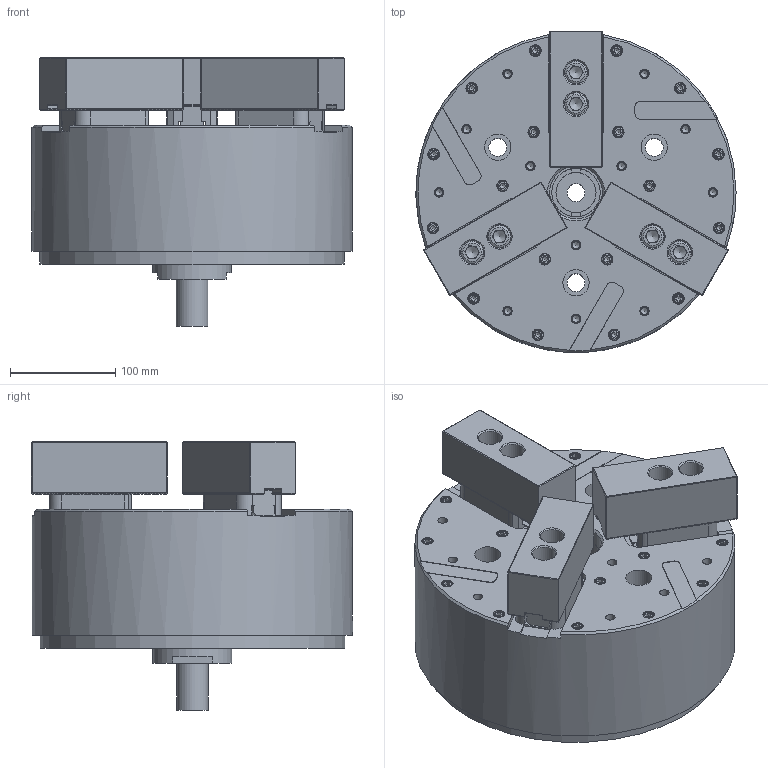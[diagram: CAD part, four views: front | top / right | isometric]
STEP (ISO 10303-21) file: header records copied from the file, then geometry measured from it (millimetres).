
FILE_DESCRIPTION(/* description */ ('Unknown'),/* implementation_level */ '2;1');
FILE_NAME(/* name */ 'DL212-Solid',/* time_stamp */ '2019-08-13T17:11:56+01:00',/* author */ ('Unknown'),/* organization */ ('Unknown'),/* preprocessor_version */ 'ST-DEVELOPER v16.7',/* originating_system */ 'DEX',/* authorisation */ $);
FILE_SCHEMA (('AUTOMOTIVE_DESIGN {1 0 10303 214 3 1 1}'));
Length unit declared in the file: millimetre
Products named in the file (1): 61P261693_DL212_ASSY
Bounding box: 304 x 304.87 x 254.92 mm (x, y, z)
Volume: 9466012.4 mm3; surface area: 860425 mm2
Topology: 1 solids, 77 shells, 4936 faces, 17156 edges, 11140 vertices
Faces by surface type: plane 4018, cylinder 649, cone 269
Full cylindrical faces by diameter (mm): 4.2 x3, 5 x24, 5.5 x10, 6 x40, 6.6 x18, 6.8 x21, 8 x30, 9 x21, 10 x18, 11 x18, 11.5 x4, 12 x18, 12.2 x6, 13 x9, 14 x21, 15 x6, 16 x6, 17 x4, 18 x6, 19 x6, 21 x6, 22 x6, 25 x3, 30 x1, 38 x1, 42 x1, 46 x1, 50 x2, 59 x1, 59.5 x1
Entity records: 180064 total; most frequent: CARTESIAN_POINT 33316, ORIENTED_EDGE 32586, DIRECTION 27973, EDGE_CURVE 16293, LINE 13921, VECTOR 13921, VERTEX_POINT 10964, AXIS2_PLACEMENT_3D 7026
